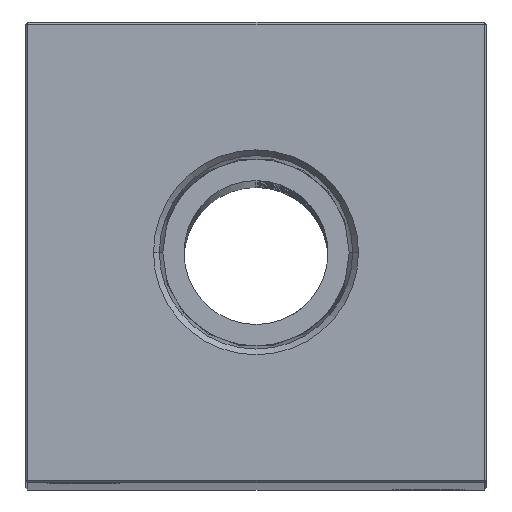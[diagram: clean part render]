
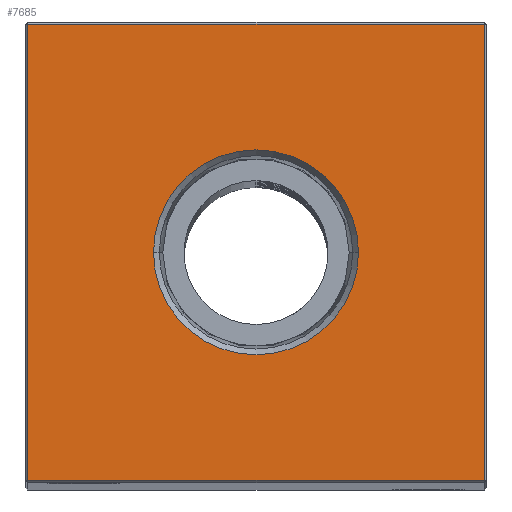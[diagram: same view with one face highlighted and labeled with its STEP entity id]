
A CAD part, top view. The second image highlights one B-rep face of the part: STEP entity #7685.
In plain terms, the highlighted planar face has unit normal (0, 0, 1).
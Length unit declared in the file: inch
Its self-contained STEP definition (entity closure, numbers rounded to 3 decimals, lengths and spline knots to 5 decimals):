
#769 = VERTEX_POINT ( 'NONE', #7078 ) ;
#1097 = CARTESIAN_POINT ( 'NONE',  ( -0.99, 0., 18.25 ) ) ;
#1304 = DIRECTION ( 'NONE',  ( 1., 0., 0. ) ) ;
#1361 = EDGE_LOOP ( 'NONE', ( #22340, #3501 ) ) ;
#2368 = VERTEX_POINT ( 'NONE', #16393 ) ;
#3501 = ORIENTED_EDGE ( 'NONE', *, *, #20805, .F. ) ;
#4207 = CIRCLE ( 'NONE', #9093, 0.44487 ) ;
#4363 = ORIENTED_EDGE ( 'NONE', *, *, #16914, .T. ) ;
#4518 = CARTESIAN_POINT ( 'NONE',  ( 0., 0., 18.25 ) ) ;
#5415 = VERTEX_POINT ( 'NONE', #12715 ) ;
#5485 = ORIENTED_EDGE ( 'NONE', *, *, #23774, .T. ) ;
#5737 = DIRECTION ( 'NONE',  ( 0., 0., 1. ) ) ;
#5890 = CARTESIAN_POINT ( 'NONE',  ( 0., -0.99, 18.25 ) ) ;
#5958 = VERTEX_POINT ( 'NONE', #28384 ) ;
#6605 = CARTESIAN_POINT ( 'NONE',  ( 0., 0.99, 18.25 ) ) ;
#6775 = AXIS2_PLACEMENT_3D ( 'NONE', #4518, #13258, #15855 ) ;
#7078 = CARTESIAN_POINT ( 'NONE',  ( 0.99, 0.99, 18.25 ) ) ;
#7152 = ORIENTED_EDGE ( 'NONE', *, *, #15027, .T. ) ;
#7343 = CARTESIAN_POINT ( 'NONE',  ( 0.99, 0., 18.25 ) ) ;
#7685 = ADVANCED_FACE ( 'NONE', ( #15999, #9107 ), #20869, .F. ) ;
#7738 = VECTOR ( 'NONE', #10574, 39.37008 ) ;
#8074 = CARTESIAN_POINT ( 'NONE',  ( 0., 0., 18.25 ) ) ;
#9093 = AXIS2_PLACEMENT_3D ( 'NONE', #8074, #26724, #10824 ) ;
#9107 = FACE_BOUND ( 'NONE', #1361, .T. ) ;
#9214 = EDGE_CURVE ( 'NONE', #5415, #769, #14809, .T. ) ;
#10574 = DIRECTION ( 'NONE',  ( 0., -1., 0. ) ) ;
#10824 = DIRECTION ( 'NONE',  ( 1., 0., 0. ) ) ;
#11340 = DIRECTION ( 'NONE',  ( -1., 0., 0. ) ) ;
#12218 = VECTOR ( 'NONE', #1304, 39.37008 ) ;
#12272 = LINE ( 'NONE', #1097, #7738 ) ;
#12482 = CARTESIAN_POINT ( 'NONE',  ( 0., 0., 18.25 ) ) ;
#12715 = CARTESIAN_POINT ( 'NONE',  ( 0.99, -0.99, 18.25 ) ) ;
#13256 = CARTESIAN_POINT ( 'NONE',  ( -0.44487, 0., 18.25 ) ) ;
#13258 = DIRECTION ( 'NONE',  ( 0., 0., -1. ) ) ;
#13935 = DIRECTION ( 'NONE',  ( 0., 1., 0. ) ) ;
#14221 = CIRCLE ( 'NONE', #24475, 0.44487 ) ;
#14809 = LINE ( 'NONE', #7343, #15548 ) ;
#15027 = EDGE_CURVE ( 'NONE', #769, #29352, #20814, .T. ) ;
#15548 = VECTOR ( 'NONE', #13935, 39.37008 ) ;
#15855 = DIRECTION ( 'NONE',  ( -1., 0., 0. ) ) ;
#15999 = FACE_OUTER_BOUND ( 'NONE', #22197, .T. ) ;
#16393 = CARTESIAN_POINT ( 'NONE',  ( -0.99, -0.99, 18.25 ) ) ;
#16592 = ORIENTED_EDGE ( 'NONE', *, *, #9214, .T. ) ;
#16914 = EDGE_CURVE ( 'NONE', #2368, #5415, #17962, .T. ) ;
#17595 = VECTOR ( 'NONE', #11340, 39.37008 ) ;
#17962 = LINE ( 'NONE', #5890, #12218 ) ;
#19003 = EDGE_CURVE ( 'NONE', #5958, #29015, #14221, .T. ) ;
#20805 = EDGE_CURVE ( 'NONE', #29015, #5958, #4207, .T. ) ;
#20814 = LINE ( 'NONE', #6605, #17595 ) ;
#20869 = PLANE ( 'NONE',  #6775 ) ;
#21792 = DIRECTION ( 'NONE',  ( 1., 0., 0. ) ) ;
#22197 = EDGE_LOOP ( 'NONE', ( #5485, #4363, #16592, #7152 ) ) ;
#22340 = ORIENTED_EDGE ( 'NONE', *, *, #19003, .F. ) ;
#22940 = CARTESIAN_POINT ( 'NONE',  ( -0.99, 0.99, 18.25 ) ) ;
#23774 = EDGE_CURVE ( 'NONE', #29352, #2368, #12272, .T. ) ;
#24475 = AXIS2_PLACEMENT_3D ( 'NONE', #12482, #5737, #21792 ) ;
#26724 = DIRECTION ( 'NONE',  ( 0., 0., 1. ) ) ;
#28384 = CARTESIAN_POINT ( 'NONE',  ( 0.44487, 0., 18.25 ) ) ;
#29015 = VERTEX_POINT ( 'NONE', #13256 ) ;
#29352 = VERTEX_POINT ( 'NONE', #22940 ) ;
